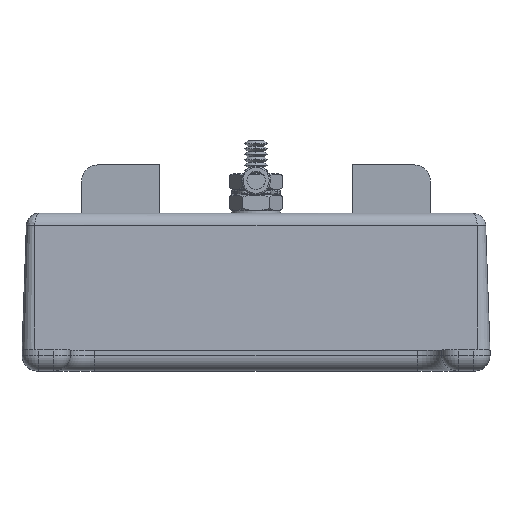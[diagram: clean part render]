
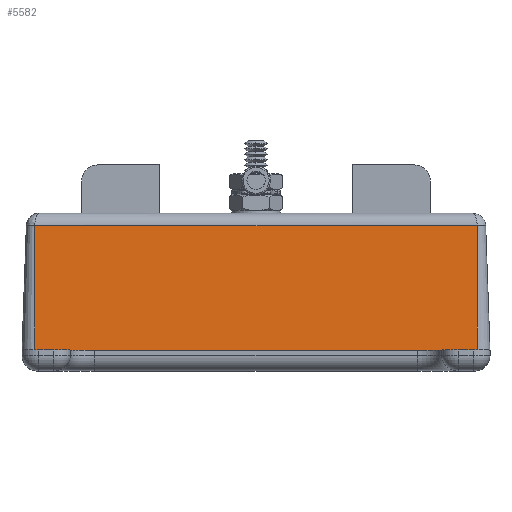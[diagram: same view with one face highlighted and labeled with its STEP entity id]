
A CAD part, top view. The second image highlights one B-rep face of the part: STEP entity #5582.
In plain terms, the highlighted planar face has unit normal (0, 0.035, 0.999).
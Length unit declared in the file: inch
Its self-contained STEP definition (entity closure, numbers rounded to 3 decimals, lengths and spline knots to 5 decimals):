
#381 = EDGE_CURVE ( 'NONE', #16957, #29424, #15066, .T. ) ;
#2109 = VECTOR ( 'NONE', #8531, 39.37008 ) ;
#4488 = CARTESIAN_POINT ( 'NONE',  ( -1.715, 0.96549, 0.72128 ) ) ;
#5408 = EDGE_CURVE ( 'NONE', #30603, #29424, #22938, .T. ) ;
#5582 = ADVANCED_FACE ( 'NONE', ( #26941 ), #19503, .T. ) ;
#6072 = VERTEX_POINT ( 'NONE', #35706 ) ;
#8531 = DIRECTION ( 'NONE',  ( 0., -0.999, 0.035 ) ) ;
#9095 = VECTOR ( 'NONE', #15411, 39.37008 ) ;
#11104 = DIRECTION ( 'NONE',  ( 0., -0.999, 0.035 ) ) ;
#11731 = DIRECTION ( 'NONE',  ( 0., -0.999, 0.035 ) ) ;
#14082 = VECTOR ( 'NONE', #35146, 39.37008 ) ;
#15066 = LINE ( 'NONE', #23333, #36248 ) ;
#15411 = DIRECTION ( 'NONE',  ( -1., 0., 0. ) ) ;
#16520 = DIRECTION ( 'NONE',  ( 0., 0.035, 0.999 ) ) ;
#16957 = VERTEX_POINT ( 'NONE', #19322 ) ;
#19322 = CARTESIAN_POINT ( 'NONE',  ( 1.715, 0.96549, 0.72128 ) ) ;
#19503 = PLANE ( 'NONE',  #25532 ) ;
#19884 = ORIENTED_EDGE ( 'NONE', *, *, #381, .F. ) ;
#21052 = LINE ( 'NONE', #4488, #9095 ) ;
#21586 = EDGE_CURVE ( 'NONE', #6072, #30603, #21959, .T. ) ;
#21959 = LINE ( 'NONE', #23092, #2109 ) ;
#22938 = LINE ( 'NONE', #26944, #14082 ) ;
#23092 = CARTESIAN_POINT ( 'NONE',  ( -1.715, 0., 0.755 ) ) ;
#23333 = CARTESIAN_POINT ( 'NONE',  ( 1.715, 0., 0.755 ) ) ;
#24371 = ORIENTED_EDGE ( 'NONE', *, *, #21586, .T. ) ;
#24809 = CARTESIAN_POINT ( 'NONE',  ( -1.715, 0., 0.755 ) ) ;
#25322 = CARTESIAN_POINT ( 'NONE',  ( -1.715, 0., 0.755 ) ) ;
#25532 = AXIS2_PLACEMENT_3D ( 'NONE', #25322, #16520, #11104 ) ;
#26941 = FACE_OUTER_BOUND ( 'NONE', #33543, .T. ) ;
#26944 = CARTESIAN_POINT ( 'NONE',  ( -1.715, 0., 0.755 ) ) ;
#29424 = VERTEX_POINT ( 'NONE', #36176 ) ;
#29719 = EDGE_CURVE ( 'NONE', #16957, #6072, #21052, .T. ) ;
#30603 = VERTEX_POINT ( 'NONE', #24809 ) ;
#31310 = ORIENTED_EDGE ( 'NONE', *, *, #5408, .T. ) ;
#33543 = EDGE_LOOP ( 'NONE', ( #19884, #35753, #24371, #31310 ) ) ;
#35146 = DIRECTION ( 'NONE',  ( 1., 0., 0. ) ) ;
#35706 = CARTESIAN_POINT ( 'NONE',  ( -1.715, 0.96549, 0.72128 ) ) ;
#35753 = ORIENTED_EDGE ( 'NONE', *, *, #29719, .T. ) ;
#36176 = CARTESIAN_POINT ( 'NONE',  ( 1.715, 0., 0.755 ) ) ;
#36248 = VECTOR ( 'NONE', #11731, 39.37008 ) ;
